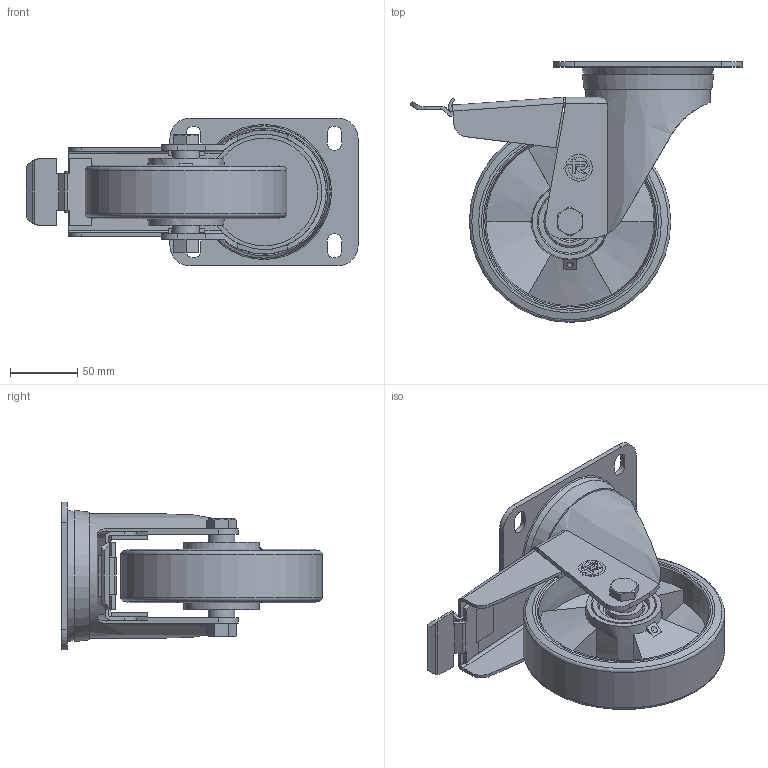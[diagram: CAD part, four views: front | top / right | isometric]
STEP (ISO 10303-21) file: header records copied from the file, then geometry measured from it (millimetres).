
FILE_DESCRIPTION( ( 'STEP AP214' ), ' ' );
FILE_NAME( '659704.stp', '2018-04-04T08:51:57', ( '' ), ( '' ), ' ', 'PARTsolutions', ' ' );
FILE_SCHEMA( ( 'AUTOMOTIVE_DESIGN { 1 0 10303 214 1 1 1 1 }' ) );
Length unit declared in the file: millimetre
Products named in the file (9): 659704; _653104; _Serie 65 AL S - 150-20; _SRP/M 150-140x110-b; _Bolt M12(20-150-40-80GREY); _Nut M12(150-40-20-60GREY); _15060140x1101942-bf; _Shaft 150-M12-40-20600; _Serie 65 AL HUB - 150-20
Assembly tree (9 placements, depth 2):
  659704
    _653104
    _Serie 65 AL S - 150-20
    _SRP/M 150-140x110-b
    _Bolt M12(20-150-40-80GREY)
    _Nut M12(150-40-20-60GREY)
    _15060140x1101942-bf
    _Shaft 150-M12-40-20600
    _Serie 65 AL HUB - 150-20  x2
Bounding box: 247.13 x 194 x 110 mm (x, y, z)
Volume: 607504.3 mm3; surface area: 228094.6 mm2
Topology: 9 solids, 9 shells, 413 faces, 1021 edges, 653 vertices
Faces by surface type: plane 245, cylinder 94, cone 52, torus 19, bspline 3
Full cylindrical faces by diameter (mm): 10.106 x1, 12 x4, 16.47 x1, 20 x3, 21 x2, 25 x1, 28 x4, 30.78 x4, 32 x1, 36.2 x4, 38.92 x4, 47 x4, 80 x1, 86 x1, 131.95 x2, 132 x2, 150 x1
Entity records: 15451 total; most frequent: CARTESIAN_POINT 3056, DIRECTION 1853, ORIENTED_EDGE 1828, EDGE_CURVE 914, AXIS2_PLACEMENT_3D 666, VERTEX_POINT 625, LINE 521, VECTOR 521
